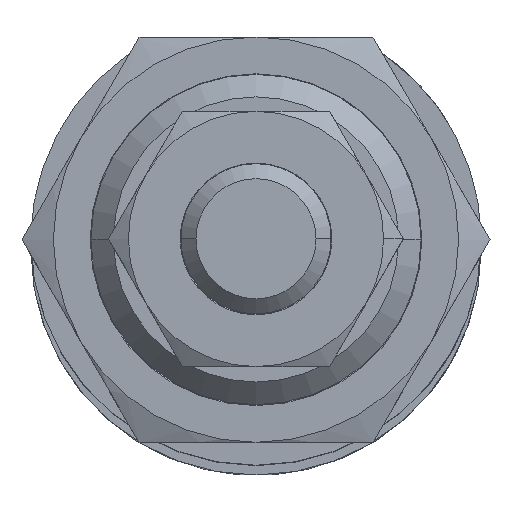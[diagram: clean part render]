
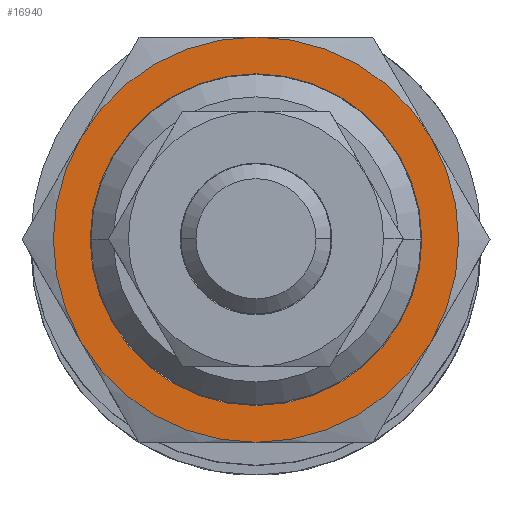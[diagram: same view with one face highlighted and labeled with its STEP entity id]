
A CAD part, top view. The second image highlights one B-rep face of the part: STEP entity #16940.
In plain terms, the highlighted planar face has unit normal (0, 0, 1).
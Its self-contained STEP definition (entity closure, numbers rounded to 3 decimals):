
#45 = CARTESIAN_POINT ( 'NONE',  ( 0., 13.5, 402. ) ) ;
#1125 = CIRCLE ( 'NONE', #13422, 13.5 ) ;
#1166 = VERTEX_POINT ( 'NONE', #13532 ) ;
#1299 = ORIENTED_EDGE ( 'NONE', *, *, #13170, .T. ) ;
#1448 = EDGE_CURVE ( 'NONE', #10007, #2039, #20392, .T. ) ;
#1732 = AXIS2_PLACEMENT_3D ( 'NONE', #6830, #12254, #16234 ) ;
#2039 = VERTEX_POINT ( 'NONE', #45 ) ;
#2385 = DIRECTION ( 'NONE',  ( 0.866, 0.5, 0. ) ) ;
#2501 = CIRCLE ( 'NONE', #1732, 13.5 ) ;
#2944 = FACE_OUTER_BOUND ( 'NONE', #23203, .T. ) ;
#3222 = DIRECTION ( 'NONE',  ( 0.866, 0.5, 0. ) ) ;
#3283 = CARTESIAN_POINT ( 'NONE',  ( 11.691, -6.75, 402. ) ) ;
#4298 = CARTESIAN_POINT ( 'NONE',  ( 9.57, 5.525, 402. ) ) ;
#4314 = CARTESIAN_POINT ( 'NONE',  ( 0., 0., 402. ) ) ;
#4710 = EDGE_CURVE ( 'NONE', #23790, #10024, #16966, .T. ) ;
#5311 = CARTESIAN_POINT ( 'NONE',  ( 0., 0., 402. ) ) ;
#5355 = VERTEX_POINT ( 'NONE', #10181 ) ;
#6570 = ORIENTED_EDGE ( 'NONE', *, *, #10772, .T. ) ;
#6732 = DIRECTION ( 'NONE',  ( 0., 0., 1. ) ) ;
#6737 = CIRCLE ( 'NONE', #18640, 13.5 ) ;
#6830 = CARTESIAN_POINT ( 'NONE',  ( 0., 0., 402. ) ) ;
#7183 = CIRCLE ( 'NONE', #13935, 13.5 ) ;
#7307 = DIRECTION ( 'NONE',  ( 0.866, 0.5, 0. ) ) ;
#7674 = AXIS2_PLACEMENT_3D ( 'NONE', #5311, #13254, #7307 ) ;
#7727 = CARTESIAN_POINT ( 'NONE',  ( 11.691, 6.75, 402. ) ) ;
#7790 = DIRECTION ( 'NONE',  ( 0., 0., 1. ) ) ;
#7847 = AXIS2_PLACEMENT_3D ( 'NONE', #15194, #7989, #2385 ) ;
#7919 = CARTESIAN_POINT ( 'NONE',  ( 0., 0., 402. ) ) ;
#7989 = DIRECTION ( 'NONE',  ( 0., 0., 1. ) ) ;
#8092 = AXIS2_PLACEMENT_3D ( 'NONE', #4314, #15988, #11898 ) ;
#8422 = EDGE_CURVE ( 'NONE', #10024, #23790, #23304, .T. ) ;
#8476 = CIRCLE ( 'NONE', #22386, 13.5 ) ;
#8575 = AXIS2_PLACEMENT_3D ( 'NONE', #13701, #13820, #11846 ) ;
#10007 = VERTEX_POINT ( 'NONE', #7727 ) ;
#10024 = VERTEX_POINT ( 'NONE', #10077 ) ;
#10077 = CARTESIAN_POINT ( 'NONE',  ( -9.57, -5.525, 402. ) ) ;
#10181 = CARTESIAN_POINT ( 'NONE',  ( -11.691, 6.75, 402. ) ) ;
#10772 = EDGE_CURVE ( 'NONE', #1166, #15065, #1125, .T. ) ;
#11846 = DIRECTION ( 'NONE',  ( 0.866, 0.5, 0. ) ) ;
#11898 = DIRECTION ( 'NONE',  ( 0.866, 0.5, 0. ) ) ;
#11979 = ORIENTED_EDGE ( 'NONE', *, *, #8422, .F. ) ;
#12254 = DIRECTION ( 'NONE',  ( 0., 0., 1. ) ) ;
#13170 = EDGE_CURVE ( 'NONE', #23982, #1166, #6737, .T. ) ;
#13254 = DIRECTION ( 'NONE',  ( 0., 0., 1. ) ) ;
#13407 = CARTESIAN_POINT ( 'NONE',  ( 0., 0., 402. ) ) ;
#13422 = AXIS2_PLACEMENT_3D ( 'NONE', #7919, #7790, #15613 ) ;
#13532 = CARTESIAN_POINT ( 'NONE',  ( 0., -13.5, 402. ) ) ;
#13701 = CARTESIAN_POINT ( 'NONE',  ( 0., 0., 402. ) ) ;
#13820 = DIRECTION ( 'NONE',  ( 0., 0., 1. ) ) ;
#13894 = DIRECTION ( 'NONE',  ( 0., 0., 1. ) ) ;
#13935 = AXIS2_PLACEMENT_3D ( 'NONE', #16548, #6732, #24181 ) ;
#14255 = EDGE_CURVE ( 'NONE', #15065, #10007, #7183, .T. ) ;
#14936 = EDGE_LOOP ( 'NONE', ( #17231, #11979 ) ) ;
#15065 = VERTEX_POINT ( 'NONE', #3283 ) ;
#15194 = CARTESIAN_POINT ( 'NONE',  ( 0., 0., 402. ) ) ;
#15471 = ORIENTED_EDGE ( 'NONE', *, *, #1448, .T. ) ;
#15613 = DIRECTION ( 'NONE',  ( 0.866, 0.5, 0. ) ) ;
#15733 = EDGE_CURVE ( 'NONE', #2039, #5355, #8476, .T. ) ;
#15988 = DIRECTION ( 'NONE',  ( 0., 0., 1. ) ) ;
#16063 = ORIENTED_EDGE ( 'NONE', *, *, #14255, .T. ) ;
#16234 = DIRECTION ( 'NONE',  ( 0.866, 0.5, 0. ) ) ;
#16548 = CARTESIAN_POINT ( 'NONE',  ( 0., 0., 402. ) ) ;
#16724 = ORIENTED_EDGE ( 'NONE', *, *, #15733, .T. ) ;
#16939 = EDGE_CURVE ( 'NONE', #5355, #23982, #2501, .T. ) ;
#16940 = ADVANCED_FACE ( 'NONE', ( #17858, #2944 ), #19488, .T. ) ;
#16966 = CIRCLE ( 'NONE', #7847, 11.05 ) ;
#17231 = ORIENTED_EDGE ( 'NONE', *, *, #4710, .F. ) ;
#17403 = CARTESIAN_POINT ( 'NONE',  ( 0., 0., 402. ) ) ;
#17858 = FACE_BOUND ( 'NONE', #14936, .T. ) ;
#18640 = AXIS2_PLACEMENT_3D ( 'NONE', #13407, #13894, #19504 ) ;
#19488 = PLANE ( 'NONE',  #8092 ) ;
#19504 = DIRECTION ( 'NONE',  ( 0.866, 0.5, 0. ) ) ;
#19696 = ORIENTED_EDGE ( 'NONE', *, *, #16939, .T. ) ;
#20392 = CIRCLE ( 'NONE', #7674, 13.5 ) ;
#22386 = AXIS2_PLACEMENT_3D ( 'NONE', #17403, #23910, #3222 ) ;
#23203 = EDGE_LOOP ( 'NONE', ( #16063, #15471, #16724, #19696, #1299, #6570 ) ) ;
#23304 = CIRCLE ( 'NONE', #8575, 11.05 ) ;
#23790 = VERTEX_POINT ( 'NONE', #4298 ) ;
#23910 = DIRECTION ( 'NONE',  ( 0., 0., 1. ) ) ;
#23982 = VERTEX_POINT ( 'NONE', #24218 ) ;
#24181 = DIRECTION ( 'NONE',  ( 0.866, 0.5, 0. ) ) ;
#24218 = CARTESIAN_POINT ( 'NONE',  ( -11.691, -6.75, 402. ) ) ;
